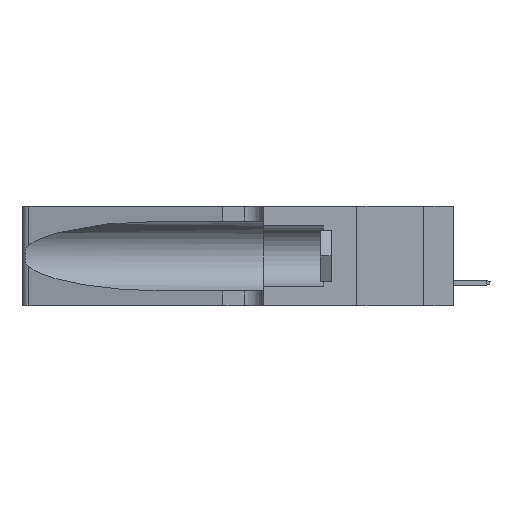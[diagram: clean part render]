
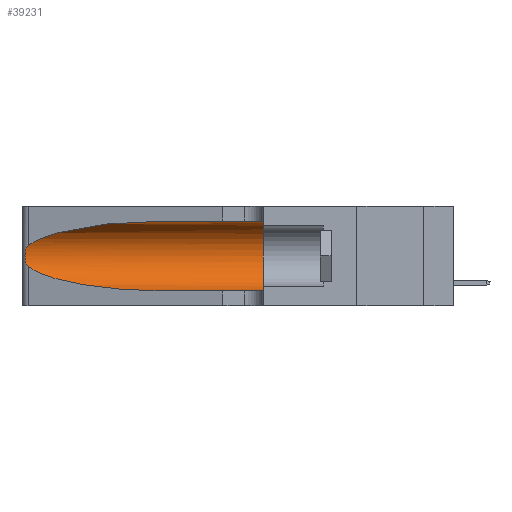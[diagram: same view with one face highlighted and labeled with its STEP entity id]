
A CAD part, left-side view. The second image highlights one B-rep face of the part: STEP entity #39231.
In plain terms, the highlighted cylindrical face has radius 3.308 mm (diameter 6.617 mm), a partial arc.
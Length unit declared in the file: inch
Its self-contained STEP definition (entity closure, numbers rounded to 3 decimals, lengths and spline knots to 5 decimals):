
#477 = VERTEX_POINT ( 'NONE', #36714 ) ;
#2254 = CARTESIAN_POINT ( 'NONE',  ( 0.26018, 1.23835, 0.19895 ) ) ;
#2510 = VERTEX_POINT ( 'NONE', #39228 ) ;
#5854 = CARTESIAN_POINT ( 'NONE',  ( 0.18966, 0.96281, 0.31525 ) ) ;
#6975 = EDGE_CURVE ( 'NONE', #2510, #18659, #15863, .T. ) ;
#7172 = VERTEX_POINT ( 'NONE', #23305 ) ;
#7538 = CARTESIAN_POINT ( 'NONE',  ( 0.2373, 1.15595, 0.08982 ) ) ;
#8351 = B_SPLINE_CURVE_WITH_KNOTS ( 'NONE', 3,
 ( #32920, #22826, #19428, #29559, #33142, #2254, #30019, #26647, #40293, #9482, #23258, #43233, #12415, #26203 ),
 .UNSPECIFIED., .F., .F.,
 ( 4, 2, 2, 2, 2, 2, 4 ),
 ( 0., 0.00027, 0.00053, 0.00107, 0.0016, 0.00187, 0.00214 ),
 .UNSPECIFIED. ) ;
#8498 = EDGE_CURVE ( 'NONE', #22163, #477, #16948, .T. ) ;
#9482 = CARTESIAN_POINT ( 'NONE',  ( 0.25856, 1.23593, 0.16098 ) ) ;
#10821 = AXIS2_PLACEMENT_3D ( 'NONE', #21189, #34883, #40944 ) ;
#10907 = CARTESIAN_POINT ( 'NONE',  ( 0.25487, 1.22718, 0.14631 ) ) ;
#11186 = CARTESIAN_POINT ( 'NONE',  ( 0.1305, 0.35, 0.05475 ) ) ;
#12398 = CARTESIAN_POINT ( 'NONE',  ( 0.1305, 0.72297, 0.31525 ) ) ;
#12415 = CARTESIAN_POINT ( 'NONE',  ( 0.25555, 1.22993, 0.14849 ) ) ;
#12438 = DIRECTION ( 'NONE',  ( 0., 0., 1. ) ) ;
#12454 = EDGE_CURVE ( 'NONE', #2510, #7172, #44492, .T. ) ;
#14174 = EDGE_CURVE ( 'NONE', #477, #34326, #14776, .T. ) ;
#14776 = LINE ( 'NONE', #38817, #34671 ) ;
#15609 = CARTESIAN_POINT ( 'NONE',  ( 0.1305, 0.35, 0.185 ) ) ;
#15833 = DIRECTION ( 'NONE',  ( 0., 1., 0. ) ) ;
#15863 = LINE ( 'NONE', #38624, #33675 ) ;
#16477 = CARTESIAN_POINT ( 'NONE',  ( 0.25487, 1.22718, 0.22369 ) ) ;
#16948 =( BOUNDED_CURVE ( )  B_SPLINE_CURVE ( 3, ( #10907, #7538, #37469, #44438 ),
 .UNSPECIFIED., .F., .F. ) 
 B_SPLINE_CURVE_WITH_KNOTS ( ( 4, 4 ),
 ( 3.44316, 4.71239 ),
 .UNSPECIFIED. ) 
 CURVE ( )  GEOMETRIC_REPRESENTATION_ITEM ( )  RATIONAL_B_SPLINE_CURVE ( ( 1., 0.87, 0.87, 1. ) ) 
 REPRESENTATION_ITEM ( '' )  );
#18204 = ORIENTED_EDGE ( 'NONE', *, *, #12454, .T. ) ;
#18615 = EDGE_LOOP ( 'NONE', ( #18204, #32860, #36619, #42417, #30047, #40057 ) ) ;
#18659 = VERTEX_POINT ( 'NONE', #21625 ) ;
#19428 = CARTESIAN_POINT ( 'NONE',  ( 0.25639, 1.23184, 0.21858 ) ) ;
#21189 = CARTESIAN_POINT ( 'NONE',  ( 0.1305, 1.61858, 0.185 ) ) ;
#21625 = CARTESIAN_POINT ( 'NONE',  ( 0.1305, 0.35, 0.31525 ) ) ;
#22163 = VERTEX_POINT ( 'NONE', #41124 ) ;
#22826 = CARTESIAN_POINT ( 'NONE',  ( 0.25555, 1.22994, 0.2215 ) ) ;
#23258 = CARTESIAN_POINT ( 'NONE',  ( 0.25789, 1.23486, 0.15765 ) ) ;
#23277 = AXIS2_PLACEMENT_3D ( 'NONE', #15609, #15833, #12438 ) ;
#23305 = CARTESIAN_POINT ( 'NONE',  ( 0.25487, 1.22718, 0.22369 ) ) ;
#23907 = CYLINDRICAL_SURFACE ( 'NONE', #10821, 0.13025 ) ;
#24577 = FACE_OUTER_BOUND ( 'NONE', #18615, .T. ) ;
#26185 = CARTESIAN_POINT ( 'NONE',  ( 0.2373, 1.15595, 0.28018 ) ) ;
#26203 = CARTESIAN_POINT ( 'NONE',  ( 0.25487, 1.22718, 0.14631 ) ) ;
#26647 = CARTESIAN_POINT ( 'NONE',  ( 0.26075, 1.23896, 0.178 ) ) ;
#29559 = CARTESIAN_POINT ( 'NONE',  ( 0.25787, 1.23484, 0.2124 ) ) ;
#29606 = DIRECTION ( 'NONE',  ( 0., -1., 0. ) ) ;
#30019 = CARTESIAN_POINT ( 'NONE',  ( 0.26075, 1.23896, 0.19203 ) ) ;
#30047 = ORIENTED_EDGE ( 'NONE', *, *, #42019, .F. ) ;
#32860 = ORIENTED_EDGE ( 'NONE', *, *, #39122, .T. ) ;
#32920 = CARTESIAN_POINT ( 'NONE',  ( 0.25487, 1.22718, 0.22369 ) ) ;
#33142 = CARTESIAN_POINT ( 'NONE',  ( 0.25854, 1.2359, 0.20912 ) ) ;
#33675 = VECTOR ( 'NONE', #29606, 39.37008 ) ;
#34326 = VERTEX_POINT ( 'NONE', #11186 ) ;
#34671 = VECTOR ( 'NONE', #35458, 39.37008 ) ;
#34883 = DIRECTION ( 'NONE',  ( 0., -1., 0. ) ) ;
#35458 = DIRECTION ( 'NONE',  ( 0., -1., 0. ) ) ;
#36619 = ORIENTED_EDGE ( 'NONE', *, *, #8498, .T. ) ;
#36714 = CARTESIAN_POINT ( 'NONE',  ( 0.1305, 0.72297, 0.05475 ) ) ;
#37469 = CARTESIAN_POINT ( 'NONE',  ( 0.18966, 0.96281, 0.05475 ) ) ;
#38624 = CARTESIAN_POINT ( 'NONE',  ( 0.1305, 1.61858, 0.31525 ) ) ;
#38817 = CARTESIAN_POINT ( 'NONE',  ( 0.1305, 1.61858, 0.05475 ) ) ;
#39122 = EDGE_CURVE ( 'NONE', #7172, #22163, #8351, .T. ) ;
#39228 = CARTESIAN_POINT ( 'NONE',  ( 0.1305, 0.72297, 0.31525 ) ) ;
#39231 = ADVANCED_FACE ( 'NONE', ( #24577 ), #23907, .F. ) ;
#40057 = ORIENTED_EDGE ( 'NONE', *, *, #6975, .F. ) ;
#40293 = CARTESIAN_POINT ( 'NONE',  ( 0.26017, 1.23833, 0.17102 ) ) ;
#40944 = DIRECTION ( 'NONE',  ( 0., 0., -1. ) ) ;
#41124 = CARTESIAN_POINT ( 'NONE',  ( 0.25487, 1.22718, 0.14631 ) ) ;
#42019 = EDGE_CURVE ( 'NONE', #18659, #34326, #42597, .T. ) ;
#42417 = ORIENTED_EDGE ( 'NONE', *, *, #14174, .T. ) ;
#42597 = CIRCLE ( 'NONE', #23277, 0.13025 ) ;
#43233 = CARTESIAN_POINT ( 'NONE',  ( 0.25639, 1.23186, 0.15144 ) ) ;
#44438 = CARTESIAN_POINT ( 'NONE',  ( 0.1305, 0.72297, 0.05475 ) ) ;
#44492 =( BOUNDED_CURVE ( )  B_SPLINE_CURVE ( 3, ( #12398, #5854, #26185, #16477 ),
 .UNSPECIFIED., .F., .F. ) 
 B_SPLINE_CURVE_WITH_KNOTS ( ( 4, 4 ),
 ( 1.5708, 2.84003 ),
 .UNSPECIFIED. ) 
 CURVE ( )  GEOMETRIC_REPRESENTATION_ITEM ( )  RATIONAL_B_SPLINE_CURVE ( ( 1., 0.87, 0.87, 1. ) ) 
 REPRESENTATION_ITEM ( '' )  );
